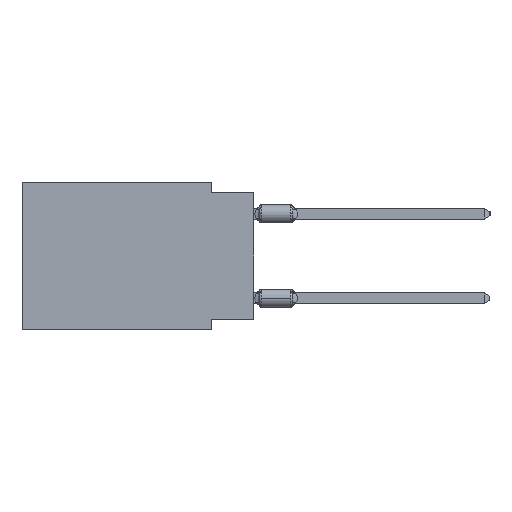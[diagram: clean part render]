
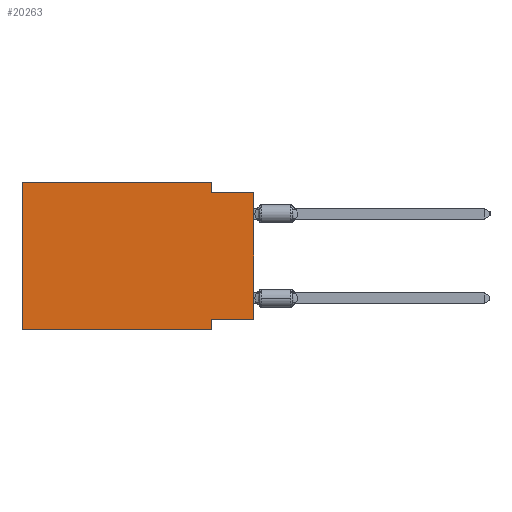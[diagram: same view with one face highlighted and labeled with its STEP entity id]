
A CAD part, left-side view. The second image highlights one B-rep face of the part: STEP entity #20263.
In plain terms, the highlighted planar face has unit normal (-1, 0, 0).
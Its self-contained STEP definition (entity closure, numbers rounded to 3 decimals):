
#413 = PLANE ( 'NONE',  #1774 ) ;
#781 = EDGE_CURVE ( 'NONE', #20010, #3703, #9526, .T. ) ;
#1283 = DIRECTION ( 'NONE',  ( 0., 0., -1. ) ) ;
#1332 = CARTESIAN_POINT ( 'NONE',  ( 0., 2.54, -8.255 ) ) ;
#1494 = ORIENTED_EDGE ( 'NONE', *, *, #18468, .T. ) ;
#1541 = VECTOR ( 'NONE', #9040, 1000. ) ;
#1774 = AXIS2_PLACEMENT_3D ( 'NONE', #6675, #4546, #6395 ) ;
#2140 = CARTESIAN_POINT ( 'NONE',  ( 0., 2.54, 0. ) ) ;
#3155 = CARTESIAN_POINT ( 'NONE',  ( 0., 0., -0.635 ) ) ;
#3633 = VERTEX_POINT ( 'NONE', #21339 ) ;
#3653 = CARTESIAN_POINT ( 'NONE',  ( 0., 2.54, 0. ) ) ;
#3703 = VERTEX_POINT ( 'NONE', #14981 ) ;
#4254 = ORIENTED_EDGE ( 'NONE', *, *, #781, .T. ) ;
#4546 = DIRECTION ( 'NONE',  ( 1., 0., 0. ) ) ;
#5445 = EDGE_CURVE ( 'NONE', #19629, #3633, #22575, .T. ) ;
#5679 = ORIENTED_EDGE ( 'NONE', *, *, #16006, .F. ) ;
#5874 = ORIENTED_EDGE ( 'NONE', *, *, #13369, .F. ) ;
#5972 = ORIENTED_EDGE ( 'NONE', *, *, #17934, .F. ) ;
#6074 = CARTESIAN_POINT ( 'NONE',  ( 0., 0., -8.255 ) ) ;
#6198 = VECTOR ( 'NONE', #20963, 1000. ) ;
#6395 = DIRECTION ( 'NONE',  ( 0., 0., -1. ) ) ;
#6675 = CARTESIAN_POINT ( 'NONE',  ( 0., 13.97, 0. ) ) ;
#6819 = VERTEX_POINT ( 'NONE', #1332 ) ;
#7207 = VERTEX_POINT ( 'NONE', #13391 ) ;
#7265 = DIRECTION ( 'NONE',  ( 0., -1., 0. ) ) ;
#7377 = EDGE_CURVE ( 'NONE', #7207, #6819, #20271, .T. ) ;
#7403 = LINE ( 'NONE', #17350, #22843 ) ;
#9040 = DIRECTION ( 'NONE',  ( 0., 0., -1. ) ) ;
#9526 = LINE ( 'NONE', #9660, #13429 ) ;
#9577 = CARTESIAN_POINT ( 'NONE',  ( 0., 13.97, 0. ) ) ;
#9660 = CARTESIAN_POINT ( 'NONE',  ( 0., 13.97, -8.89 ) ) ;
#9780 = ORIENTED_EDGE ( 'NONE', *, *, #23670, .F. ) ;
#10896 = CARTESIAN_POINT ( 'NONE',  ( 0., 13.97, 0. ) ) ;
#12642 = FACE_OUTER_BOUND ( 'NONE', #14576, .T. ) ;
#13369 = EDGE_CURVE ( 'NONE', #16772, #19629, #13815, .T. ) ;
#13391 = CARTESIAN_POINT ( 'NONE',  ( 0., 0., -8.255 ) ) ;
#13429 = VECTOR ( 'NONE', #7265, 1000. ) ;
#13815 = LINE ( 'NONE', #9577, #22536 ) ;
#13860 = DIRECTION ( 'NONE',  ( 0., 0., 1. ) ) ;
#14576 = EDGE_LOOP ( 'NONE', ( #1494, #9780, #23462, #5874, #5679, #4254, #5972, #25824 ) ) ;
#14981 = CARTESIAN_POINT ( 'NONE',  ( 0., 2.54, -8.89 ) ) ;
#16006 = EDGE_CURVE ( 'NONE', #20010, #16772, #22939, .T. ) ;
#16772 = VERTEX_POINT ( 'NONE', #20246 ) ;
#17008 = VECTOR ( 'NONE', #25426, 1000. ) ;
#17350 = CARTESIAN_POINT ( 'NONE',  ( 0., 2.54, -8.89 ) ) ;
#17934 = EDGE_CURVE ( 'NONE', #6819, #3703, #7403, .T. ) ;
#18214 = VECTOR ( 'NONE', #13860, 1000. ) ;
#18468 = EDGE_CURVE ( 'NONE', #7207, #19463, #25913, .T. ) ;
#19102 = CARTESIAN_POINT ( 'NONE',  ( 0., 13.97, -8.89 ) ) ;
#19463 = VERTEX_POINT ( 'NONE', #25529 ) ;
#19629 = VERTEX_POINT ( 'NONE', #3653 ) ;
#20010 = VERTEX_POINT ( 'NONE', #19102 ) ;
#20246 = CARTESIAN_POINT ( 'NONE',  ( 0., 13.97, 0. ) ) ;
#20263 = ADVANCED_FACE ( 'NONE', ( #12642 ), #413, .F. ) ;
#20271 = LINE ( 'NONE', #6074, #24641 ) ;
#20567 = LINE ( 'NONE', #3155, #17008 ) ;
#20963 = DIRECTION ( 'NONE',  ( 0., 0., 1. ) ) ;
#21339 = CARTESIAN_POINT ( 'NONE',  ( 0., 2.54, -0.635 ) ) ;
#21376 = DIRECTION ( 'NONE',  ( 0., -1., 0. ) ) ;
#22259 = DIRECTION ( 'NONE',  ( 0., 1., 0. ) ) ;
#22536 = VECTOR ( 'NONE', #21376, 1000. ) ;
#22575 = LINE ( 'NONE', #2140, #1541 ) ;
#22843 = VECTOR ( 'NONE', #1283, 1000. ) ;
#22939 = LINE ( 'NONE', #10896, #6198 ) ;
#23462 = ORIENTED_EDGE ( 'NONE', *, *, #5445, .F. ) ;
#23670 = EDGE_CURVE ( 'NONE', #3633, #19463, #20567, .T. ) ;
#23933 = CARTESIAN_POINT ( 'NONE',  ( 0., 0., 0. ) ) ;
#24641 = VECTOR ( 'NONE', #22259, 1000. ) ;
#25426 = DIRECTION ( 'NONE',  ( 0., -1., 0. ) ) ;
#25529 = CARTESIAN_POINT ( 'NONE',  ( 0., 0., -0.635 ) ) ;
#25824 = ORIENTED_EDGE ( 'NONE', *, *, #7377, .F. ) ;
#25913 = LINE ( 'NONE', #23933, #18214 ) ;
